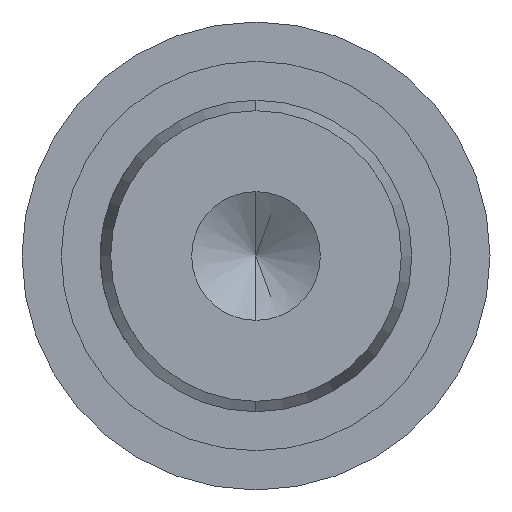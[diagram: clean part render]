
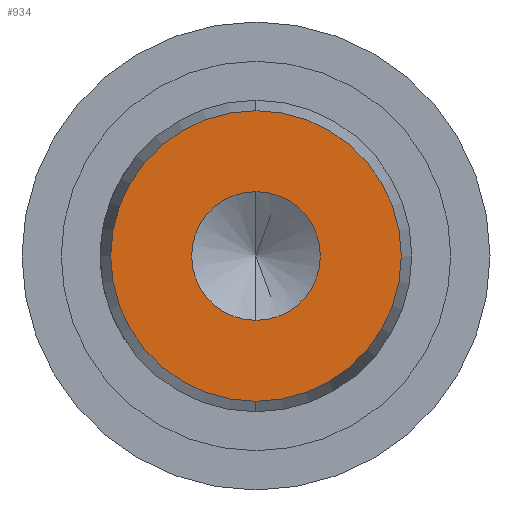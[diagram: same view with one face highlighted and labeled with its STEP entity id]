
A CAD part, left-side view. The second image highlights one B-rep face of the part: STEP entity #934.
In plain terms, the highlighted planar face has unit normal (-1, 0, 0).
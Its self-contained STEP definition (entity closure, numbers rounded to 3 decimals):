
#19 = EDGE_LOOP ( 'NONE', ( #425, #405 ) ) ;
#21 = DIRECTION ( 'NONE',  ( -1., 0., 0. ) ) ;
#46 = CARTESIAN_POINT ( 'NONE',  ( -38.225, 0., 1.65 ) ) ;
#49 = DIRECTION ( 'NONE',  ( -1., 0., 0. ) ) ;
#64 = EDGE_CURVE ( 'NONE', #636, #605, #564, .T. ) ;
#76 = CARTESIAN_POINT ( 'NONE',  ( -38.225, 0., 0. ) ) ;
#87 = PLANE ( 'NONE',  #925 ) ;
#117 = CARTESIAN_POINT ( 'NONE',  ( -38.225, 0., -1.65 ) ) ;
#133 = AXIS2_PLACEMENT_3D ( 'NONE', #195, #49, #590 ) ;
#145 = DIRECTION ( 'NONE',  ( 0., 0., 1. ) ) ;
#160 = DIRECTION ( 'NONE',  ( -1., 0., 0. ) ) ;
#195 = CARTESIAN_POINT ( 'NONE',  ( -38.225, 0., 0. ) ) ;
#214 = DIRECTION ( 'NONE',  ( -1., 0., 0. ) ) ;
#246 = CARTESIAN_POINT ( 'NONE',  ( -38.225, 3.993, 0. ) ) ;
#256 = CARTESIAN_POINT ( 'NONE',  ( -38.225, 0., 0. ) ) ;
#264 = EDGE_CURVE ( 'NONE', #579, #965, #827, .T. ) ;
#328 = DIRECTION ( 'NONE',  ( -1., 0., 0. ) ) ;
#348 = FACE_OUTER_BOUND ( 'NONE', #561, .T. ) ;
#359 = CARTESIAN_POINT ( 'NONE',  ( -38.225, 0., -3.726 ) ) ;
#393 = AXIS2_PLACEMENT_3D ( 'NONE', #550, #160, #776 ) ;
#405 = ORIENTED_EDGE ( 'NONE', *, *, #912, .F. ) ;
#425 = ORIENTED_EDGE ( 'NONE', *, *, #264, .F. ) ;
#426 = CIRCLE ( 'NONE', #970, 1.65 ) ;
#449 = CARTESIAN_POINT ( 'NONE',  ( -38.225, 0., 3.726 ) ) ;
#550 = CARTESIAN_POINT ( 'NONE',  ( -38.225, 0., 0. ) ) ;
#560 = FACE_BOUND ( 'NONE', #19, .T. ) ;
#561 = EDGE_LOOP ( 'NONE', ( #704, #730 ) ) ;
#564 = CIRCLE ( 'NONE', #133, 3.726 ) ;
#579 = VERTEX_POINT ( 'NONE', #46 ) ;
#590 = DIRECTION ( 'NONE',  ( 0., 0., 1. ) ) ;
#605 = VERTEX_POINT ( 'NONE', #449 ) ;
#623 = CIRCLE ( 'NONE', #754, 3.726 ) ;
#636 = VERTEX_POINT ( 'NONE', #359 ) ;
#704 = ORIENTED_EDGE ( 'NONE', *, *, #64, .T. ) ;
#725 = EDGE_CURVE ( 'NONE', #605, #636, #623, .T. ) ;
#730 = ORIENTED_EDGE ( 'NONE', *, *, #725, .T. ) ;
#754 = AXIS2_PLACEMENT_3D ( 'NONE', #76, #214, #145 ) ;
#776 = DIRECTION ( 'NONE',  ( 0., 0., 1. ) ) ;
#827 = CIRCLE ( 'NONE', #393, 1.65 ) ;
#881 = DIRECTION ( 'NONE',  ( 0., 0., 1. ) ) ;
#912 = EDGE_CURVE ( 'NONE', #965, #579, #426, .T. ) ;
#925 = AXIS2_PLACEMENT_3D ( 'NONE', #246, #21, #933 ) ;
#933 = DIRECTION ( 'NONE',  ( 0., 0., 1. ) ) ;
#934 = ADVANCED_FACE ( 'NONE', ( #348, #560 ), #87, .T. ) ;
#965 = VERTEX_POINT ( 'NONE', #117 ) ;
#970 = AXIS2_PLACEMENT_3D ( 'NONE', #256, #328, #881 ) ;
